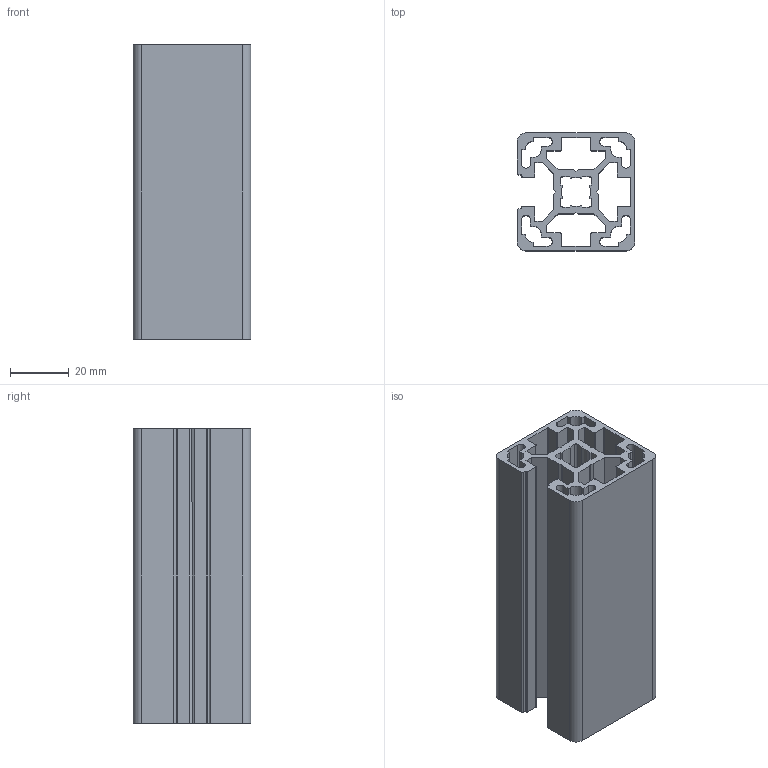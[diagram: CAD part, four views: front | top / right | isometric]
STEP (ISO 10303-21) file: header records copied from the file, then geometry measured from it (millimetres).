
FILE_DESCRIPTION(/* description */ ('Aluminiumprofil 40x40L 1N'),/* implementation_level */ '2;1');
FILE_NAME(/* name */ '411993185 Aluminiumprofil 40x40L 1N.stp',/* time_stamp */ '2021-11-10T14:26:26+01:00',/* author */ ('Wehe'),/* organization */ (''),/* preprocessor_version */ 'ST-DEVELOPER v17.2',/* originating_system */ 'Autodesk Inventor 2019',/* authorisation */ ' ');
FILE_SCHEMA (('AUTOMOTIVE_DESIGN { 1 0 10303 214 3 1 1 }'));
Length unit declared in the file: millimetre
Products named in the file (1): 411993185
Bounding box: 40 x 40 x 100 mm (x, y, z)
Volume: 61365.8 mm3; surface area: 57153.2 mm2
Topology: 1 solids, 1 shells, 156 faces, 462 edges, 308 vertices
Faces by surface type: plane 110, cylinder 46
Entity records: 5280 total; most frequent: CARTESIAN_POINT 927, ORIENTED_EDGE 924, DIRECTION 868, EDGE_CURVE 462, LINE 370, VECTOR 370, VERTEX_POINT 308, AXIS2_PLACEMENT_3D 249
